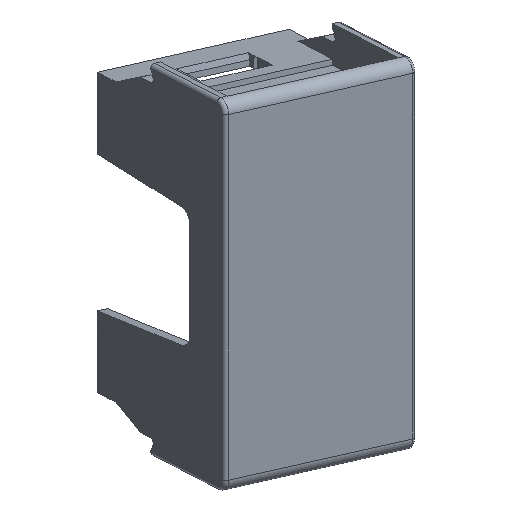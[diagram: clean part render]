
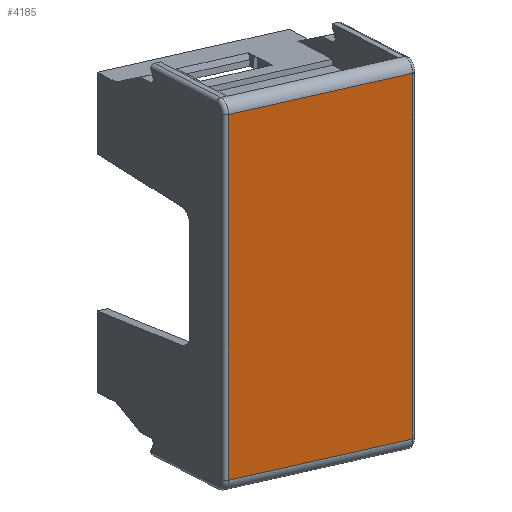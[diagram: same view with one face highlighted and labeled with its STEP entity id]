
A CAD part, top view. The second image highlights one B-rep face of the part: STEP entity #4185.
In plain terms, the highlighted face is planar.
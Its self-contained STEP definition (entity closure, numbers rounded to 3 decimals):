
#2604=CARTESIAN_POINT('Vertex',(-11.9,-21.,25.)) ;
#2624=CARTESIAN_POINT('Line Origine',(-11.9,0.,25.)) ;
#2628=CARTESIAN_POINT('Vertex',(-11.9,21.,25.)) ;
#3773=CARTESIAN_POINT('Vertex',(11.9,-21.,25.)) ;
#3797=CARTESIAN_POINT('Vertex',(11.9,21.,25.)) ;
#3800=CARTESIAN_POINT('Line Origine',(11.9,0.,25.)) ;
#4145=CARTESIAN_POINT('Line Origine',(0.,-21.,25.)) ;
#4169=CARTESIAN_POINT('Axis2P3D Location',(-12.4,-21.526,25.)) ;
#4174=CARTESIAN_POINT('Line Origine',(0.,21.,25.)) ;
#2625=DIRECTION('Vector Direction',(0.,1.,0.)) ;
#3801=DIRECTION('Vector Direction',(0.,1.,0.)) ;
#4146=DIRECTION('Vector Direction',(1.,0.,0.)) ;
#4170=DIRECTION('Axis2P3D Direction',(0.,0.,-1.)) ;
#4171=DIRECTION('Axis2P3D XDirection',(0.,1.,0.)) ;
#4175=DIRECTION('Vector Direction',(-1.,0.,0.)) ;
#4172=AXIS2_PLACEMENT_3D('Plane Axis2P3D',#4169,#4170,#4171) ;
#4180=ORIENTED_EDGE('',*,*,#3804,.T.) ;
#4181=ORIENTED_EDGE('',*,*,#4178,.F.) ;
#4182=ORIENTED_EDGE('',*,*,#2630,.F.) ;
#4183=ORIENTED_EDGE('',*,*,#4149,.T.) ;
#2626=VECTOR('Line Direction',#2625,1.) ;
#3802=VECTOR('Line Direction',#3801,1.) ;
#4147=VECTOR('Line Direction',#4146,1.) ;
#4176=VECTOR('Line Direction',#4175,1.) ;
#4185=ADVANCED_FACE('Body.13 ( DR4665B - wsp *MASTER -  -Non Smart-  )',(#4184),#4173,.F.) ;
#2630=EDGE_CURVE('',#2605,#2629,#2627,.T.) ;
#3804=EDGE_CURVE('',#3774,#3798,#3803,.T.) ;
#4149=EDGE_CURVE('',#2605,#3774,#4148,.T.) ;
#4178=EDGE_CURVE('',#2629,#3798,#4177,.F.) ;
#4179=EDGE_LOOP('',(#4180,#4181,#4182,#4183)) ;
#4184=FACE_OUTER_BOUND('',#4179,.T.) ;
#2627=LINE('Line',#2624,#2626) ;
#3803=LINE('Line',#3800,#3802) ;
#4148=LINE('Line',#4145,#4147) ;
#4177=LINE('Line',#4174,#4176) ;
#4173=PLANE('',#4172) ;
#2605=VERTEX_POINT('',#2604) ;
#2629=VERTEX_POINT('',#2628) ;
#3774=VERTEX_POINT('',#3773) ;
#3798=VERTEX_POINT('',#3797) ;
